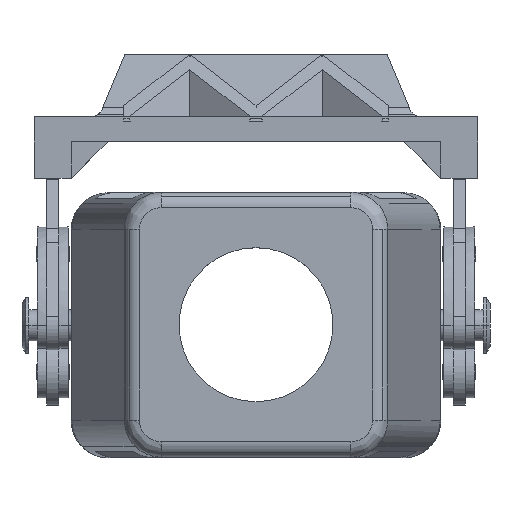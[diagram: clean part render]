
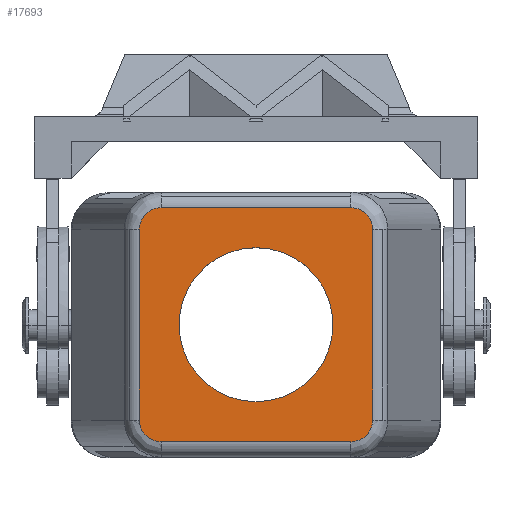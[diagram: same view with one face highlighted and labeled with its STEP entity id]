
A CAD part, top view. The second image highlights one B-rep face of the part: STEP entity #17693.
In plain terms, the highlighted planar face has unit normal (0, 0, 1).
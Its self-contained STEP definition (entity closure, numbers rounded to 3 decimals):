
#903=CARTESIAN_POINT('',(-18.937,-15.5,70.0));
#904=VERTEX_POINT('',#903);
#912=CARTESIAN_POINT('',(-18.937,15.5,70.0));
#913=VERTEX_POINT('',#912);
#914=CARTESIAN_POINT('',(-18.937,-15.5,70.0));
#915=DIRECTION('',(0.0,1.0,0.0));
#916=VECTOR('',#915,31.);
#917=LINE('',#914,#916);
#918=EDGE_CURVE('',#904,#913,#917,.T.);
#5290=CARTESIAN_POINT('',(0.,12.5,70.0));
#5291=VERTEX_POINT('',#5290);
#5300=CARTESIAN_POINT('',(0.,-12.5,70.0));
#5301=VERTEX_POINT('',#5300);
#5302=CARTESIAN_POINT('',(0.0,0.,70.0));
#5303=DIRECTION('',(0.0,0.0,-1.0));
#5304=DIRECTION('',(0.0,1.0,0.0));
#5305=AXIS2_PLACEMENT_3D('',#5302,#5303,#5304);
#5306=CIRCLE('',#5305,12.5);
#5307=EDGE_CURVE('',#5301,#5291,#5306,.T.);
#5341=CARTESIAN_POINT('',(0.0,0.,70.0));
#5342=DIRECTION('',(0.0,0.0,-1.0));
#5343=DIRECTION('',(0.0,1.0,0.0));
#5344=AXIS2_PLACEMENT_3D('',#5341,#5342,#5343);
#5345=CIRCLE('',#5344,12.5);
#5346=EDGE_CURVE('',#5291,#5301,#5345,.T.);
#17522=CARTESIAN_POINT('',(15.373,19.0,70.0));
#17523=VERTEX_POINT('',#17522);
#17531=CARTESIAN_POINT('',(18.937,15.5,70.0));
#17532=VERTEX_POINT('',#17531);
#17533=CARTESIAN_POINT('',(15.373,15.5,70.0));
#17534=DIRECTION('',(0.0,0.0,-1.0));
#17535=DIRECTION('',(1.0,0.0,0.0));
#17536=AXIS2_PLACEMENT_3D('',#17533,#17534,#17535);
#17537=ELLIPSE('',#17536,3.565,3.5);
#17538=EDGE_CURVE('',#17523,#17532,#17537,.T.);
#17622=CARTESIAN_POINT('',(18.937,-15.5,70.0));
#17623=VERTEX_POINT('',#17622);
#17624=CARTESIAN_POINT('',(18.937,15.5,70.0));
#17625=DIRECTION('',(0.0,-1.0,0.0));
#17626=VECTOR('',#17625,31.);
#17627=LINE('',#17624,#17626);
#17628=EDGE_CURVE('',#17532,#17623,#17627,.T.);
#17640=CARTESIAN_POINT('',(21.0,0.0,70.0));
#17641=DIRECTION('',(0.0,0.0,1.0));
#17642=DIRECTION('',(1.0,0.0,0.0));
#17643=AXIS2_PLACEMENT_3D('',#17640,#17641,#17642);
#17644=PLANE('',#17643);
#17645=ORIENTED_EDGE('',*,*,#17538,.F.);
#17646=CARTESIAN_POINT('',(-15.373,19.0,70.0));
#17647=VERTEX_POINT('',#17646);
#17648=CARTESIAN_POINT('',(-15.373,19.0,70.0));
#17649=DIRECTION('',(1.0,0.0,0.0));
#17650=VECTOR('',#17649,30.745);
#17651=LINE('',#17648,#17650);
#17652=EDGE_CURVE('',#17647,#17523,#17651,.T.);
#17653=ORIENTED_EDGE('',*,*,#17652,.F.);
#17654=CARTESIAN_POINT('',(-15.373,15.5,70.0));
#17655=DIRECTION('',(0.0,0.0,-1.0));
#17656=DIRECTION('',(-1.0,0.0,0.0));
#17657=AXIS2_PLACEMENT_3D('',#17654,#17655,#17656);
#17658=ELLIPSE('',#17657,3.565,3.5);
#17659=EDGE_CURVE('',#913,#17647,#17658,.T.);
#17660=ORIENTED_EDGE('',*,*,#17659,.F.);
#17661=ORIENTED_EDGE('',*,*,#918,.F.);
#17662=CARTESIAN_POINT('',(-15.373,-19.0,70.0));
#17663=VERTEX_POINT('',#17662);
#17664=CARTESIAN_POINT('',(-15.373,-15.5,70.0));
#17665=DIRECTION('',(0.0,0.0,-1.0));
#17666=DIRECTION('',(-1.0,0.0,0.0));
#17667=AXIS2_PLACEMENT_3D('',#17664,#17665,#17666);
#17668=ELLIPSE('',#17667,3.565,3.5);
#17669=EDGE_CURVE('',#17663,#904,#17668,.T.);
#17670=ORIENTED_EDGE('',*,*,#17669,.F.);
#17671=CARTESIAN_POINT('',(15.373,-19.0,70.0));
#17672=VERTEX_POINT('',#17671);
#17673=CARTESIAN_POINT('',(15.373,-19.0,70.0));
#17674=DIRECTION('',(-1.0,0.0,0.0));
#17675=VECTOR('',#17674,30.745);
#17676=LINE('',#17673,#17675);
#17677=EDGE_CURVE('',#17672,#17663,#17676,.T.);
#17678=ORIENTED_EDGE('',*,*,#17677,.F.);
#17679=CARTESIAN_POINT('',(15.373,-15.5,70.0));
#17680=DIRECTION('',(0.0,0.0,-1.0));
#17681=DIRECTION('',(1.0,0.0,0.0));
#17682=AXIS2_PLACEMENT_3D('',#17679,#17680,#17681);
#17683=ELLIPSE('',#17682,3.565,3.5);
#17684=EDGE_CURVE('',#17623,#17672,#17683,.T.);
#17685=ORIENTED_EDGE('',*,*,#17684,.F.);
#17686=ORIENTED_EDGE('',*,*,#17628,.F.);
#17687=EDGE_LOOP('',(#17645,#17653,#17660,#17661,#17670,#17678,#17685,#17686));
#17688=FACE_OUTER_BOUND('',#17687,.T.);
#17689=ORIENTED_EDGE('',*,*,#5307,.T.);
#17690=ORIENTED_EDGE('',*,*,#5346,.T.);
#17691=EDGE_LOOP('',(#17689,#17690));
#17692=FACE_BOUND('',#17691,.T.);
#17693=ADVANCED_FACE('',(#17688,#17692),#17644,.T.);
